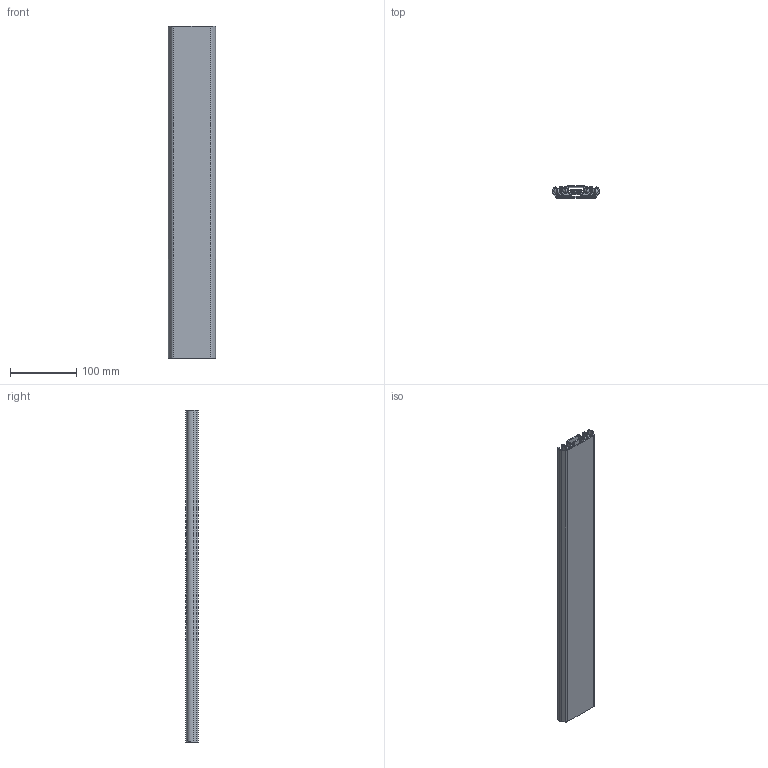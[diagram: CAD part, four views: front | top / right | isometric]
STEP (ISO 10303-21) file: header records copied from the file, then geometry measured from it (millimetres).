
FILE_DESCRIPTION(/* description */ ('Master Profielschetsen + Parameters'),/* implementation_level */ '2;1');
FILE_NAME(/* name */ 'TITAN_500_500.stp',/* time_stamp */ '2016-02-23T14:34:28+01:00',/* author */ ('m.meijers'),/* organization */ (''),/* preprocessor_version */ 'ST-DEVELOPER v15.6',/* originating_system */ 'Autodesk Inventor 2015',/* authorisation */ '');
FILE_SCHEMA (('AUTOMOTIVE_DESIGN { 1 0 10303 214 3 1 1 }'));
Length unit declared in the file: millimetre
Products named in the file (14): E000032437; E000032438; E000032449; E000032439; E000032446; E000032445; E000032440; E000032448; E000032441; E000032443; E000032444; E000032442; E000032447; E000032436
Assembly tree (55 placements, depth 3):
  E000032436
    E000032437
    E000032449
      E000032438
    E000032445
      E000032439
      E000032446  x24
    E000032448
      E000032440
    E000032444
      E000032441
      E000032443  x20
    E000032447
      E000032442
Bounding box: 70.9 x 18.4 x 500 mm (x, y, z)
Volume: 250580.6 mm3; surface area: 295479.2 mm2
Topology: 49 solids, 49 shells, 884 faces, 2818 edges, 2140 vertices
Faces by surface type: plane 464, cylinder 376, sphere 44
Full cylindrical faces by diameter (mm): 7.9 x20, 9 x24
Entity records: 30514 total; most frequent: CARTESIAN_POINT 5707, DIRECTION 5304, ORIENTED_EDGE 4896, EDGE_CURVE 2448, LINE 1782, VECTOR 1782, AXIS2_PLACEMENT_3D 1761, VERTEX_POINT 1664
